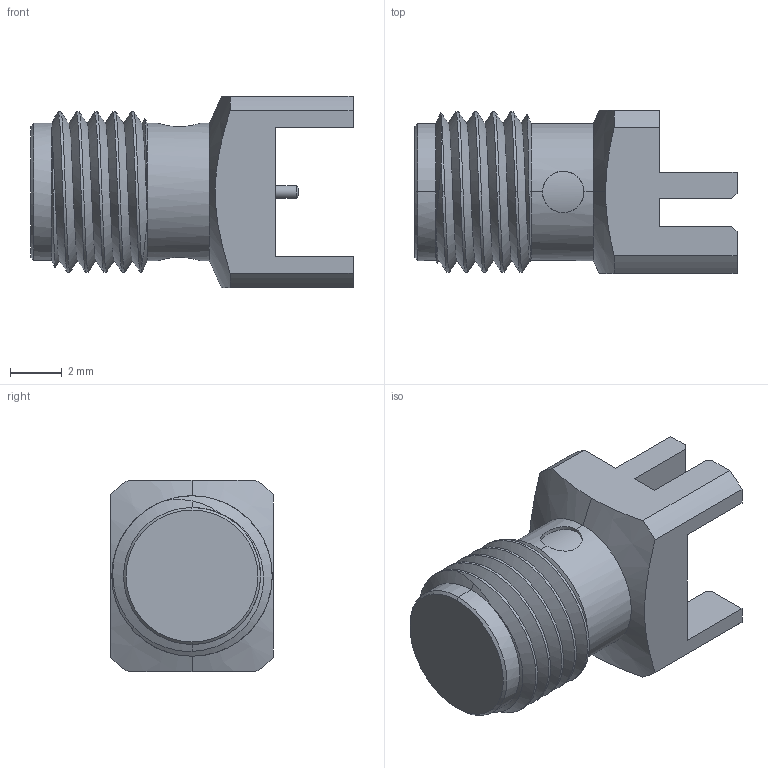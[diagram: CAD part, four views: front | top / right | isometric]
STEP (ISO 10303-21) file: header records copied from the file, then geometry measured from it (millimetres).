
FILE_DESCRIPTION (( 'STEP AP214' ), '1' );
FILE_NAME ('FMCN5380_3D.step', '2025-04-16T18:23:38', ( '' ), ( '' ), 'SwSTEP 2.0', 'SolidWorks 2022', '' );
FILE_SCHEMA (( 'AUTOMOTIVE_DESIGN' ));
Length unit declared in the file: inch
Products named in the file (1): FMCN5380_3D
Bounding box: 12.45 x 6.3 x 7.4 mm (x, y, z)
Volume: 296.1 mm3; surface area: 377.4 mm2
Topology: 1 solids, 1 shells, 70 faces, 177 edges, 111 vertices
Faces by surface type: cylinder 30, plane 26, cone 12, bspline 2
Entity records: 2874 total; most frequent: CARTESIAN_POINT 1243, ORIENTED_EDGE 354, DIRECTION 305, EDGE_CURVE 177, VERTEX_POINT 111, AXIS2_PLACEMENT_3D 102, LINE 101, VECTOR 101
